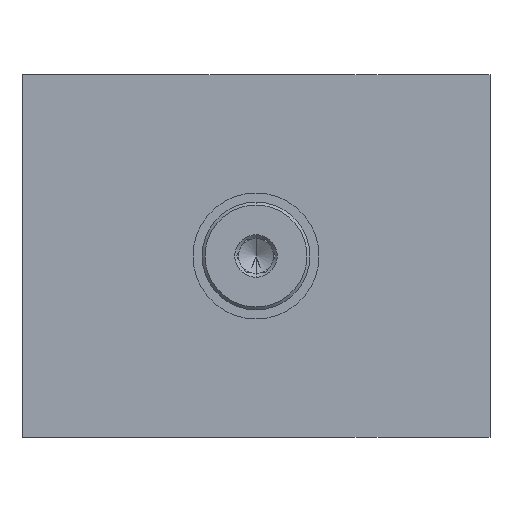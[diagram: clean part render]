
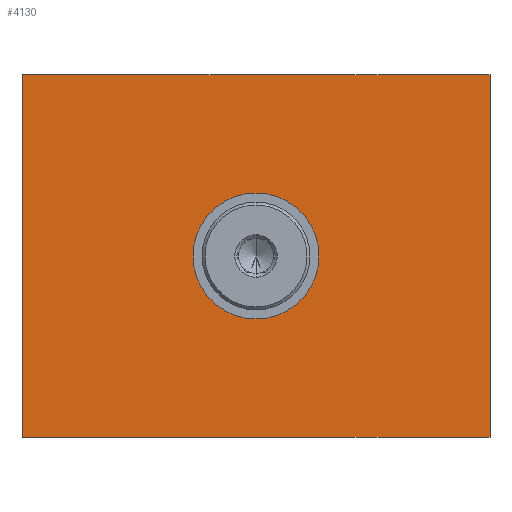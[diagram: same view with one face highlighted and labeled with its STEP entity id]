
A CAD part, front view. The second image highlights one B-rep face of the part: STEP entity #4130.
In plain terms, the highlighted planar face has unit normal (0, -1, 0).
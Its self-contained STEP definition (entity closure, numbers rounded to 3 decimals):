
#263 = ORIENTED_EDGE ( 'NONE', *, *, #3097, .F. ) ;
#298 = DIRECTION ( 'NONE',  ( 0., 0., -1. ) ) ;
#349 = VERTEX_POINT ( 'NONE', #5285 ) ;
#498 = CARTESIAN_POINT ( 'NONE',  ( -41.3, -63.5, -32. ) ) ;
#549 = EDGE_CURVE ( 'NONE', #2640, #349, #874, .T. ) ;
#636 = ORIENTED_EDGE ( 'NONE', *, *, #639, .F. ) ;
#639 = EDGE_CURVE ( 'NONE', #2164, #6549, #1984, .T. ) ;
#648 = AXIS2_PLACEMENT_3D ( 'NONE', #2719, #4487, #940 ) ;
#674 = VERTEX_POINT ( 'NONE', #1554 ) ;
#765 = EDGE_LOOP ( 'NONE', ( #263, #4729, #5270, #1828 ) ) ;
#780 = VECTOR ( 'NONE', #1848, 1000. ) ;
#874 = LINE ( 'NONE', #2587, #6527 ) ;
#940 = DIRECTION ( 'NONE',  ( 0., 0., -1. ) ) ;
#1002 = CARTESIAN_POINT ( 'NONE',  ( -41.3, -63.5, -32. ) ) ;
#1034 = FACE_OUTER_BOUND ( 'NONE', #765, .T. ) ;
#1509 = ORIENTED_EDGE ( 'NONE', *, *, #1573, .F. ) ;
#1554 = CARTESIAN_POINT ( 'NONE',  ( 41.3, -63.5, -32. ) ) ;
#1573 = EDGE_CURVE ( 'NONE', #6549, #2164, #4372, .T. ) ;
#1588 = DIRECTION ( 'NONE',  ( -1., 0., 0. ) ) ;
#1828 = ORIENTED_EDGE ( 'NONE', *, *, #549, .F. ) ;
#1846 = PLANE ( 'NONE',  #2274 ) ;
#1848 = DIRECTION ( 'NONE',  ( 0., 0., 1. ) ) ;
#1984 = CIRCLE ( 'NONE', #648, 11.115 ) ;
#2078 = VECTOR ( 'NONE', #4455, 1000. ) ;
#2164 = VERTEX_POINT ( 'NONE', #4473 ) ;
#2274 = AXIS2_PLACEMENT_3D ( 'NONE', #6027, #2488, #5956 ) ;
#2388 = EDGE_CURVE ( 'NONE', #674, #3450, #5409, .T. ) ;
#2488 = DIRECTION ( 'NONE',  ( 0., 1., 0. ) ) ;
#2587 = CARTESIAN_POINT ( 'NONE',  ( -41.3, -63.5, 32. ) ) ;
#2640 = VERTEX_POINT ( 'NONE', #2643 ) ;
#2643 = CARTESIAN_POINT ( 'NONE',  ( -41.3, -63.5, 32. ) ) ;
#2684 = CARTESIAN_POINT ( 'NONE',  ( 0., -63.5, -11.115 ) ) ;
#2719 = CARTESIAN_POINT ( 'NONE',  ( 0., -63.5, 0. ) ) ;
#3097 = EDGE_CURVE ( 'NONE', #3450, #2640, #6521, .T. ) ;
#3130 = LINE ( 'NONE', #7391, #2078 ) ;
#3185 = CARTESIAN_POINT ( 'NONE',  ( 0., -63.5, 0. ) ) ;
#3268 = DIRECTION ( 'NONE',  ( 0., -1., 0. ) ) ;
#3450 = VERTEX_POINT ( 'NONE', #498 ) ;
#4130 = ADVANCED_FACE ( 'NONE', ( #7042, #1034 ), #1846, .F. ) ;
#4372 = CIRCLE ( 'NONE', #6244, 11.115 ) ;
#4455 = DIRECTION ( 'NONE',  ( 0., 0., -1. ) ) ;
#4473 = CARTESIAN_POINT ( 'NONE',  ( 0., -63.5, 11.115 ) ) ;
#4487 = DIRECTION ( 'NONE',  ( 0., -1., 0. ) ) ;
#4680 = CARTESIAN_POINT ( 'NONE',  ( -41.3, -63.5, -32. ) ) ;
#4729 = ORIENTED_EDGE ( 'NONE', *, *, #2388, .F. ) ;
#5270 = ORIENTED_EDGE ( 'NONE', *, *, #6574, .F. ) ;
#5285 = CARTESIAN_POINT ( 'NONE',  ( 41.3, -63.5, 32. ) ) ;
#5409 = LINE ( 'NONE', #1002, #5493 ) ;
#5493 = VECTOR ( 'NONE', #1588, 1000. ) ;
#5956 = DIRECTION ( 'NONE',  ( 0., 0., 1. ) ) ;
#6027 = CARTESIAN_POINT ( 'NONE',  ( -41.3, -63.5, 32. ) ) ;
#6244 = AXIS2_PLACEMENT_3D ( 'NONE', #3185, #3268, #298 ) ;
#6521 = LINE ( 'NONE', #4680, #780 ) ;
#6527 = VECTOR ( 'NONE', #6723, 1000. ) ;
#6549 = VERTEX_POINT ( 'NONE', #2684 ) ;
#6574 = EDGE_CURVE ( 'NONE', #349, #674, #3130, .T. ) ;
#6723 = DIRECTION ( 'NONE',  ( 1., 0., 0. ) ) ;
#7042 = FACE_BOUND ( 'NONE', #7059, .T. ) ;
#7059 = EDGE_LOOP ( 'NONE', ( #1509, #636 ) ) ;
#7391 = CARTESIAN_POINT ( 'NONE',  ( 41.3, -63.5, -32. ) ) ;
